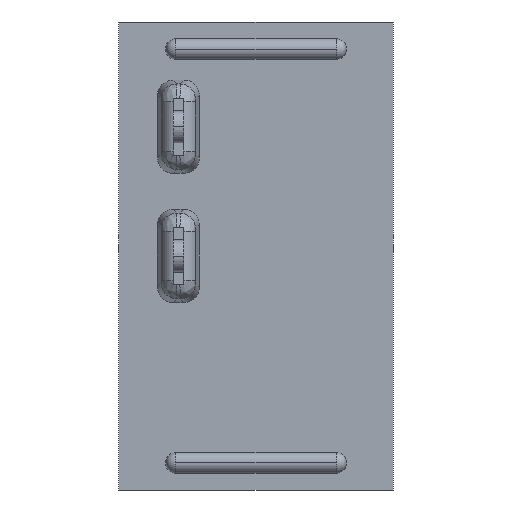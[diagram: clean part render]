
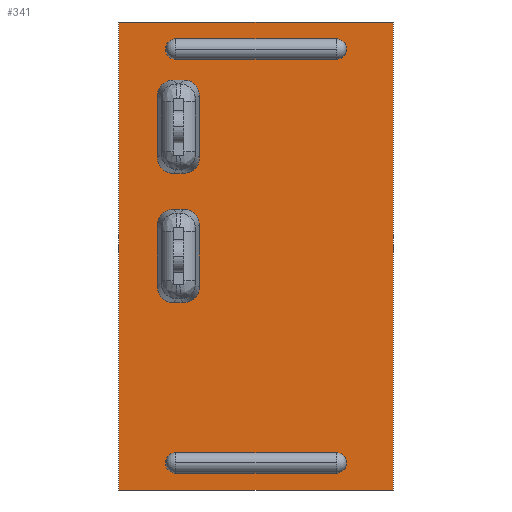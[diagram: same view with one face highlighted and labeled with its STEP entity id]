
A CAD part, front view. The second image highlights one B-rep face of the part: STEP entity #341.
In plain terms, the highlighted planar face has unit normal (0, -1, 0).
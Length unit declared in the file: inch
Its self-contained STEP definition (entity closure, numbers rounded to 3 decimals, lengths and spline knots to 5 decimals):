
#3 = ORIENTED_EDGE ( 'NONE', *, *, #248, .F. ) ;
#17 = DIRECTION ( 'NONE',  ( -1., 0., 0. ) ) ;
#22 = LINE ( 'NONE', #746, #3460 ) ;
#33 = CARTESIAN_POINT ( 'NONE',  ( -0.265, 0.11, 0.4525 ) ) ;
#58 = CARTESIAN_POINT ( 'NONE',  ( -0.155, 0.11, -0.4 ) ) ;
#170 = ORIENTED_EDGE ( 'NONE', *, *, #1774, .F. ) ;
#226 = VERTEX_POINT ( 'NONE', #2728 ) ;
#238 = DIRECTION ( 'NONE',  ( 0., 0., 1. ) ) ;
#248 = EDGE_CURVE ( 'NONE', #1919, #799, #1234, .T. ) ;
#251 = LINE ( 'NONE', #2335, #1283 ) ;
#266 = EDGE_LOOP ( 'NONE', ( #1349, #1760, #3723, #170 ) ) ;
#278 = VECTOR ( 'NONE', #284, 39.37008 ) ;
#282 = ORIENTED_EDGE ( 'NONE', *, *, #2431, .F. ) ;
#284 = DIRECTION ( 'NONE',  ( -1., 0., 0. ) ) ;
#341 = ADVANCED_FACE ( 'NONE', ( #1800, #1510, #1970 ), #673, .T. ) ;
#364 = DIRECTION ( 'NONE',  ( 1., 0., 0. ) ) ;
#417 = LINE ( 'NONE', #33, #2472 ) ;
#434 = LINE ( 'NONE', #1804, #1368 ) ;
#548 = DIRECTION ( 'NONE',  ( 0., 0., -1. ) ) ;
#551 = CARTESIAN_POINT ( 'NONE',  ( 0.155, 0.11, 0.42 ) ) ;
#561 = DIRECTION ( 'NONE',  ( 1., 0., 0. ) ) ;
#581 = AXIS2_PLACEMENT_3D ( 'NONE', #58, #1550, #3642 ) ;
#653 = ORIENTED_EDGE ( 'NONE', *, *, #2114, .F. ) ;
#658 = EDGE_CURVE ( 'NONE', #2776, #2960, #22, .T. ) ;
#673 = PLANE ( 'NONE',  #2595 ) ;
#695 = CIRCLE ( 'NONE', #2264, 0.02 ) ;
#725 = VECTOR ( 'NONE', #561, 39.37008 ) ;
#746 = CARTESIAN_POINT ( 'NONE',  ( 0.155, 0.11, 0.38 ) ) ;
#763 = CARTESIAN_POINT ( 'NONE',  ( 0.155, 0.11, -0.38 ) ) ;
#768 = VERTEX_POINT ( 'NONE', #2839 ) ;
#799 = VERTEX_POINT ( 'NONE', #2865 ) ;
#889 = DIRECTION ( 'NONE',  ( 0., -1., 0. ) ) ;
#915 = ORIENTED_EDGE ( 'NONE', *, *, #1489, .F. ) ;
#921 = LINE ( 'NONE', #1664, #1944 ) ;
#923 = DIRECTION ( 'NONE',  ( 0., 0., 1. ) ) ;
#1017 = AXIS2_PLACEMENT_3D ( 'NONE', #1811, #2677, #1508 ) ;
#1199 = VERTEX_POINT ( 'NONE', #2248 ) ;
#1210 = ORIENTED_EDGE ( 'NONE', *, *, #3561, .F. ) ;
#1234 = CIRCLE ( 'NONE', #581, 0.02 ) ;
#1255 = DIRECTION ( 'NONE',  ( 0., -1., 0. ) ) ;
#1283 = VECTOR ( 'NONE', #548, 39.37008 ) ;
#1349 = ORIENTED_EDGE ( 'NONE', *, *, #3353, .F. ) ;
#1363 = EDGE_CURVE ( 'NONE', #768, #3391, #3864, .T. ) ;
#1368 = VECTOR ( 'NONE', #17, 39.37008 ) ;
#1448 = CARTESIAN_POINT ( 'NONE',  ( -0.155, 0.11, -0.38 ) ) ;
#1467 = CARTESIAN_POINT ( 'NONE',  ( -0.265, 0.11, 0.4525 ) ) ;
#1489 = EDGE_CURVE ( 'NONE', #2960, #768, #1768, .T. ) ;
#1492 = EDGE_CURVE ( 'NONE', #3063, #226, #417, .T. ) ;
#1508 = DIRECTION ( 'NONE',  ( 0., 0., -1. ) ) ;
#1510 = FACE_BOUND ( 'NONE', #3624, .T. ) ;
#1550 = DIRECTION ( 'NONE',  ( 0., -1., 0. ) ) ;
#1576 = ORIENTED_EDGE ( 'NONE', *, *, #3403, .F. ) ;
#1628 = CARTESIAN_POINT ( 'NONE',  ( -0.265, 0.11, -0.4525 ) ) ;
#1664 = CARTESIAN_POINT ( 'NONE',  ( -0.265, 0.11, -0.4525 ) ) ;
#1760 = ORIENTED_EDGE ( 'NONE', *, *, #1492, .F. ) ;
#1768 = CIRCLE ( 'NONE', #1017, 0.02 ) ;
#1774 = EDGE_CURVE ( 'NONE', #1913, #3853, #921, .T. ) ;
#1800 = FACE_BOUND ( 'NONE', #2360, .T. ) ;
#1804 = CARTESIAN_POINT ( 'NONE',  ( 0.155, 0.11, -0.38 ) ) ;
#1811 = CARTESIAN_POINT ( 'NONE',  ( 0.155, 0.11, 0.4 ) ) ;
#1828 = CARTESIAN_POINT ( 'NONE',  ( 0.155, 0.11, 0.38 ) ) ;
#1895 = LINE ( 'NONE', #2377, #725 ) ;
#1913 = VERTEX_POINT ( 'NONE', #3217 ) ;
#1919 = VERTEX_POINT ( 'NONE', #1448 ) ;
#1944 = VECTOR ( 'NONE', #2821, 39.37008 ) ;
#1970 = FACE_OUTER_BOUND ( 'NONE', #266, .T. ) ;
#2114 = EDGE_CURVE ( 'NONE', #3391, #2776, #3677, .T. ) ;
#2248 = CARTESIAN_POINT ( 'NONE',  ( 0.155, 0.11, -0.42 ) ) ;
#2264 = AXIS2_PLACEMENT_3D ( 'NONE', #2409, #889, #2651 ) ;
#2335 = CARTESIAN_POINT ( 'NONE',  ( 0.265, 0.11, 0.4525 ) ) ;
#2360 = EDGE_LOOP ( 'NONE', ( #915, #3302, #653, #3626 ) ) ;
#2377 = CARTESIAN_POINT ( 'NONE',  ( 0.155, 0.11, -0.42 ) ) ;
#2409 = CARTESIAN_POINT ( 'NONE',  ( 0.155, 0.11, -0.4 ) ) ;
#2431 = EDGE_CURVE ( 'NONE', #1199, #2751, #695, .T. ) ;
#2472 = VECTOR ( 'NONE', #364, 39.37008 ) ;
#2528 = DIRECTION ( 'NONE',  ( 1., 0., 0. ) ) ;
#2595 = AXIS2_PLACEMENT_3D ( 'NONE', #2735, #3041, #3647 ) ;
#2625 = CARTESIAN_POINT ( 'NONE',  ( -0.155, 0.11, 0.38 ) ) ;
#2651 = DIRECTION ( 'NONE',  ( 0., 0., 1. ) ) ;
#2677 = DIRECTION ( 'NONE',  ( 0., -1., 0. ) ) ;
#2728 = CARTESIAN_POINT ( 'NONE',  ( 0.265, 0.11, 0.4525 ) ) ;
#2735 = CARTESIAN_POINT ( 'NONE',  ( 0., 0.11, 0. ) ) ;
#2751 = VERTEX_POINT ( 'NONE', #763 ) ;
#2776 = VERTEX_POINT ( 'NONE', #2625 ) ;
#2807 = VECTOR ( 'NONE', #238, 39.37008 ) ;
#2821 = DIRECTION ( 'NONE',  ( -1., 0., 0. ) ) ;
#2839 = CARTESIAN_POINT ( 'NONE',  ( 0.155, 0.11, 0.42 ) ) ;
#2865 = CARTESIAN_POINT ( 'NONE',  ( -0.155, 0.11, -0.42 ) ) ;
#2952 = CARTESIAN_POINT ( 'NONE',  ( -0.155, 0.11, 0.42 ) ) ;
#2960 = VERTEX_POINT ( 'NONE', #1828 ) ;
#3028 = CARTESIAN_POINT ( 'NONE',  ( -0.155, 0.11, 0.4 ) ) ;
#3041 = DIRECTION ( 'NONE',  ( 0., -1., 0. ) ) ;
#3063 = VERTEX_POINT ( 'NONE', #3376 ) ;
#3180 = AXIS2_PLACEMENT_3D ( 'NONE', #3028, #1255, #923 ) ;
#3217 = CARTESIAN_POINT ( 'NONE',  ( 0.265, 0.11, -0.4525 ) ) ;
#3302 = ORIENTED_EDGE ( 'NONE', *, *, #658, .F. ) ;
#3353 = EDGE_CURVE ( 'NONE', #226, #1913, #251, .T. ) ;
#3376 = CARTESIAN_POINT ( 'NONE',  ( -0.265, 0.11, 0.4525 ) ) ;
#3391 = VERTEX_POINT ( 'NONE', #2952 ) ;
#3403 = EDGE_CURVE ( 'NONE', #799, #1199, #1895, .T. ) ;
#3445 = EDGE_CURVE ( 'NONE', #3853, #3063, #3792, .T. ) ;
#3460 = VECTOR ( 'NONE', #2528, 39.37008 ) ;
#3561 = EDGE_CURVE ( 'NONE', #2751, #1919, #434, .T. ) ;
#3624 = EDGE_LOOP ( 'NONE', ( #3, #1210, #282, #1576 ) ) ;
#3626 = ORIENTED_EDGE ( 'NONE', *, *, #1363, .F. ) ;
#3642 = DIRECTION ( 'NONE',  ( 0., 0., -1. ) ) ;
#3647 = DIRECTION ( 'NONE',  ( 0., 0., -1. ) ) ;
#3677 = CIRCLE ( 'NONE', #3180, 0.02 ) ;
#3723 = ORIENTED_EDGE ( 'NONE', *, *, #3445, .F. ) ;
#3792 = LINE ( 'NONE', #1467, #2807 ) ;
#3853 = VERTEX_POINT ( 'NONE', #1628 ) ;
#3864 = LINE ( 'NONE', #551, #278 ) ;
